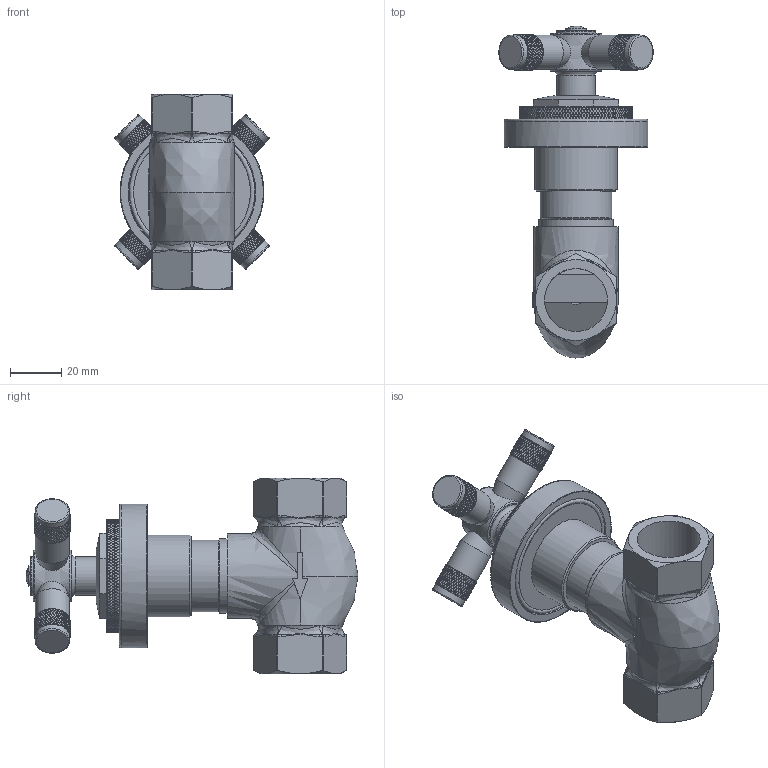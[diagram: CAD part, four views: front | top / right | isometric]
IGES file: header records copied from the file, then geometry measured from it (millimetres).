
Global section: file name: V707-TXK; native system: Autodesk Inventor 2018; preprocessor: unknown; author: adaniels; date: 20171003.111735; units: millimetre
Bounding box: 60.07 x 129.25 x 76.2 mm (x, y, z)
Volume: 111621.5 mm3; surface area: 76052.6 mm2
Topology: 31 solids, 31 shells, 12418 faces, 27442 edges, 15141 vertices
Faces by surface type: bspline 12418
